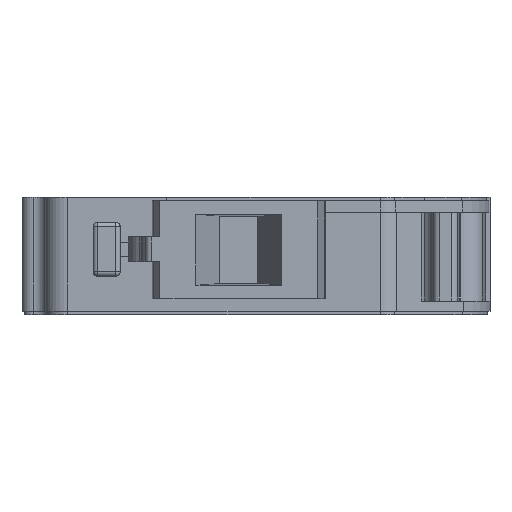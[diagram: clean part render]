
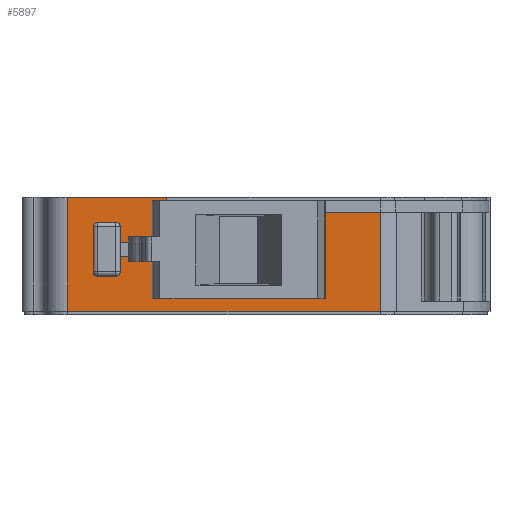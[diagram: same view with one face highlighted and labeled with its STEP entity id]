
A CAD part, front view. The second image highlights one B-rep face of the part: STEP entity #5897.
In plain terms, the highlighted planar face has unit normal (0, -1, 0).
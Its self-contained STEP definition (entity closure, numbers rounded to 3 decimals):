
#76 = VECTOR ( 'NONE', #4114, 1000. ) ;
#112 = CARTESIAN_POINT ( 'NONE',  ( -45.872, 13.714, 14.537 ) ) ;
#130 = DIRECTION ( 'NONE',  ( 0., 0., -1. ) ) ;
#144 = ORIENTED_EDGE ( 'NONE', *, *, #2967, .F. ) ;
#182 = DIRECTION ( 'NONE',  ( -1., 0., 0. ) ) ;
#220 = VECTOR ( 'NONE', #130, 1000. ) ;
#230 = ORIENTED_EDGE ( 'NONE', *, *, #373, .F. ) ;
#248 = DIRECTION ( 'NONE',  ( 1., 0., 0. ) ) ;
#254 = VECTOR ( 'NONE', #182, 1000. ) ;
#373 = EDGE_CURVE ( 'NONE', #1681, #7390, #3763, .T. ) ;
#374 = CARTESIAN_POINT ( 'NONE',  ( -48.234, 13.714, 14.487 ) ) ;
#488 = LINE ( 'NONE', #4142, #7207 ) ;
#559 = LINE ( 'NONE', #6097, #4253 ) ;
#618 = EDGE_CURVE ( 'NONE', #4308, #1681, #3870, .T. ) ;
#656 = ORIENTED_EDGE ( 'NONE', *, *, #8308, .F. ) ;
#698 = VECTOR ( 'NONE', #1101, 1000. ) ;
#924 = FACE_OUTER_BOUND ( 'NONE', #4990, .T. ) ;
#956 = CARTESIAN_POINT ( 'NONE',  ( -50.276, 13.714, 14.537 ) ) ;
#978 = DIRECTION ( 'NONE',  ( 0., 0., -1. ) ) ;
#1039 = CARTESIAN_POINT ( 'NONE',  ( -38.822, 13.714, 14.487 ) ) ;
#1068 = EDGE_CURVE ( 'NONE', #7390, #7141, #3672, .T. ) ;
#1101 = DIRECTION ( 'NONE',  ( 0., 0., 1. ) ) ;
#1114 = VECTOR ( 'NONE', #6987, 1000. ) ;
#1120 = VERTEX_POINT ( 'NONE', #956 ) ;
#1125 = EDGE_CURVE ( 'NONE', #1120, #4308, #559, .T. ) ;
#1206 = CARTESIAN_POINT ( 'NONE',  ( -36.379, 13.714, 13.887 ) ) ;
#1268 = LINE ( 'NONE', #374, #698 ) ;
#1294 = CARTESIAN_POINT ( 'NONE',  ( -50.276, 13.714, 14.487 ) ) ;
#1355 = ORIENTED_EDGE ( 'NONE', *, *, #8595, .F. ) ;
#1437 = EDGE_CURVE ( 'NONE', #6341, #8093, #9610, .T. ) ;
#1451 = CARTESIAN_POINT ( 'NONE',  ( -48.834, 13.714, 14.487 ) ) ;
#1552 = CARTESIAN_POINT ( 'NONE',  ( -38.822, 13.714, 13.887 ) ) ;
#1561 = CARTESIAN_POINT ( 'NONE',  ( -36.379, 13.714, 14.487 ) ) ;
#1578 = VERTEX_POINT ( 'NONE', #9038 ) ;
#1657 = ORIENTED_EDGE ( 'NONE', *, *, #4431, .F. ) ;
#1677 = CARTESIAN_POINT ( 'NONE',  ( -36.379, 13.714, 14.487 ) ) ;
#1681 = VERTEX_POINT ( 'NONE', #3356 ) ;
#1889 = CARTESIAN_POINT ( 'NONE',  ( -36.379, 13.714, 12.937 ) ) ;
#1944 = FACE_BOUND ( 'NONE', #8116, .T. ) ;
#2181 = CARTESIAN_POINT ( 'NONE',  ( -46.522, 13.714, 14.387 ) ) ;
#2183 = LINE ( 'NONE', #1294, #4495 ) ;
#2194 = LINE ( 'NONE', #1206, #6600 ) ;
#2195 = DIRECTION ( 'NONE',  ( 0., 0., -1. ) ) ;
#2270 = VECTOR ( 'NONE', #8141, 1000. ) ;
#2349 = ORIENTED_EDGE ( 'NONE', *, *, #1125, .F. ) ;
#2657 = CARTESIAN_POINT ( 'NONE',  ( -38.822, 13.714, 10.037 ) ) ;
#2675 = VERTEX_POINT ( 'NONE', #6759 ) ;
#2967 = EDGE_CURVE ( 'NONE', #5039, #6341, #2194, .T. ) ;
#3075 = LINE ( 'NONE', #1039, #1114 ) ;
#3160 = CARTESIAN_POINT ( 'NONE',  ( -46.522, 13.714, 14.487 ) ) ;
#3334 = VERTEX_POINT ( 'NONE', #9007 ) ;
#3356 = CARTESIAN_POINT ( 'NONE',  ( -45.872, 13.714, 14.387 ) ) ;
#3537 = ORIENTED_EDGE ( 'NONE', *, *, #618, .F. ) ;
#3672 = LINE ( 'NONE', #3160, #8700 ) ;
#3700 = LINE ( 'NONE', #4586, #254 ) ;
#3717 = ORIENTED_EDGE ( 'NONE', *, *, #4451, .F. ) ;
#3763 = LINE ( 'NONE', #5851, #2270 ) ;
#3870 = LINE ( 'NONE', #8609, #7621 ) ;
#3977 = LINE ( 'NONE', #1889, #76 ) ;
#4114 = DIRECTION ( 'NONE',  ( -1., 0., 0. ) ) ;
#4142 = CARTESIAN_POINT ( 'NONE',  ( -36.379, 13.714, 10.037 ) ) ;
#4184 = VECTOR ( 'NONE', #2195, 1000. ) ;
#4253 = VECTOR ( 'NONE', #248, 1000. ) ;
#4308 = VERTEX_POINT ( 'NONE', #112 ) ;
#4431 = EDGE_CURVE ( 'NONE', #5266, #5039, #3075, .T. ) ;
#4451 = EDGE_CURVE ( 'NONE', #3334, #2675, #3977, .T. ) ;
#4495 = VECTOR ( 'NONE', #9443, 1000. ) ;
#4586 = CARTESIAN_POINT ( 'NONE',  ( -36.379, 13.714, 9.487 ) ) ;
#4777 = ORIENTED_EDGE ( 'NONE', *, *, #1437, .F. ) ;
#4990 = EDGE_LOOP ( 'NONE', ( #8792, #6031, #230, #3537, #2349, #656, #5386, #4777, #144, #1657 ) ) ;
#5039 = VERTEX_POINT ( 'NONE', #1552 ) ;
#5085 = CARTESIAN_POINT ( 'NONE',  ( -36.379, 13.714, 11.537 ) ) ;
#5266 = VERTEX_POINT ( 'NONE', #2657 ) ;
#5386 = ORIENTED_EDGE ( 'NONE', *, *, #7079, .F. ) ;
#5417 = CARTESIAN_POINT ( 'NONE',  ( -46.522, 13.714, 10.037 ) ) ;
#5435 = EDGE_CURVE ( 'NONE', #1578, #3334, #1268, .T. ) ;
#5459 = AXIS2_PLACEMENT_3D ( 'NONE', #1677, #9066, #6864 ) ;
#5521 = LINE ( 'NONE', #5085, #6094 ) ;
#5851 = CARTESIAN_POINT ( 'NONE',  ( -36.379, 13.714, 14.387 ) ) ;
#5897 = ADVANCED_FACE ( 'NONE', ( #1944, #924 ), #9101, .F. ) ;
#6031 = ORIENTED_EDGE ( 'NONE', *, *, #1068, .F. ) ;
#6094 = VECTOR ( 'NONE', #7959, 1000. ) ;
#6097 = CARTESIAN_POINT ( 'NONE',  ( -50.276, 13.714, 14.537 ) ) ;
#6138 = CARTESIAN_POINT ( 'NONE',  ( -48.834, 13.714, 11.537 ) ) ;
#6162 = DIRECTION ( 'NONE',  ( 1., 0., 0. ) ) ;
#6230 = DIRECTION ( 'NONE',  ( 0., 0., -1. ) ) ;
#6341 = VERTEX_POINT ( 'NONE', #6912 ) ;
#6600 = VECTOR ( 'NONE', #7848, 1000. ) ;
#6610 = VERTEX_POINT ( 'NONE', #9275 ) ;
#6733 = EDGE_CURVE ( 'NONE', #7141, #5266, #488, .T. ) ;
#6759 = CARTESIAN_POINT ( 'NONE',  ( -48.834, 13.714, 12.937 ) ) ;
#6864 = DIRECTION ( 'NONE',  ( -1., 0., 0. ) ) ;
#6912 = CARTESIAN_POINT ( 'NONE',  ( -36.379, 13.714, 13.887 ) ) ;
#6987 = DIRECTION ( 'NONE',  ( 0., 0., 1. ) ) ;
#7079 = EDGE_CURVE ( 'NONE', #8093, #6610, #3700, .T. ) ;
#7141 = VERTEX_POINT ( 'NONE', #5417 ) ;
#7207 = VECTOR ( 'NONE', #6162, 1000. ) ;
#7390 = VERTEX_POINT ( 'NONE', #2181 ) ;
#7472 = CARTESIAN_POINT ( 'NONE',  ( -36.379, 13.714, 9.487 ) ) ;
#7557 = VERTEX_POINT ( 'NONE', #6138 ) ;
#7621 = VECTOR ( 'NONE', #6230, 1000. ) ;
#7786 = ORIENTED_EDGE ( 'NONE', *, *, #9500, .F. ) ;
#7848 = DIRECTION ( 'NONE',  ( 1., 0., 0. ) ) ;
#7959 = DIRECTION ( 'NONE',  ( 1., 0., 0. ) ) ;
#7977 = ORIENTED_EDGE ( 'NONE', *, *, #5435, .F. ) ;
#8093 = VERTEX_POINT ( 'NONE', #7472 ) ;
#8116 = EDGE_LOOP ( 'NONE', ( #3717, #7977, #1355, #7786 ) ) ;
#8141 = DIRECTION ( 'NONE',  ( -1., 0., 0. ) ) ;
#8284 = LINE ( 'NONE', #1451, #4184 ) ;
#8308 = EDGE_CURVE ( 'NONE', #6610, #1120, #2183, .T. ) ;
#8595 = EDGE_CURVE ( 'NONE', #7557, #1578, #5521, .T. ) ;
#8609 = CARTESIAN_POINT ( 'NONE',  ( -45.872, 13.714, 9.337 ) ) ;
#8700 = VECTOR ( 'NONE', #978, 1000. ) ;
#8792 = ORIENTED_EDGE ( 'NONE', *, *, #6733, .F. ) ;
#9007 = CARTESIAN_POINT ( 'NONE',  ( -48.234, 13.714, 12.937 ) ) ;
#9038 = CARTESIAN_POINT ( 'NONE',  ( -48.234, 13.714, 11.537 ) ) ;
#9066 = DIRECTION ( 'NONE',  ( 0., 1., 0. ) ) ;
#9101 = PLANE ( 'NONE',  #5459 ) ;
#9275 = CARTESIAN_POINT ( 'NONE',  ( -50.276, 13.714, 9.487 ) ) ;
#9443 = DIRECTION ( 'NONE',  ( 0., 0., 1. ) ) ;
#9500 = EDGE_CURVE ( 'NONE', #2675, #7557, #8284, .T. ) ;
#9610 = LINE ( 'NONE', #1561, #220 ) ;
